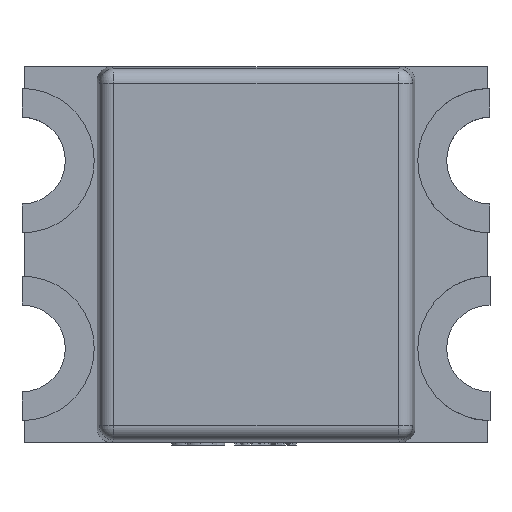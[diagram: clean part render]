
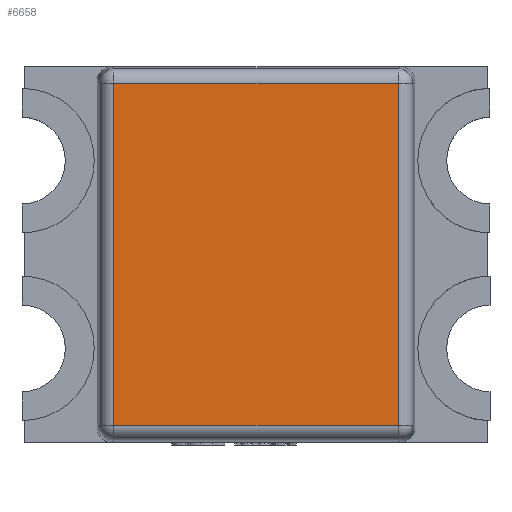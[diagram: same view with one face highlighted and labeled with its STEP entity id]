
A CAD part, top view. The second image highlights one B-rep face of the part: STEP entity #6658.
In plain terms, the highlighted planar face has unit normal (0, 0, 1).
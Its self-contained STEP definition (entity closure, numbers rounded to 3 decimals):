
#372 = EDGE_CURVE ( 'NONE', #10290, #6433, #15345, .T. ) ;
#443 = CARTESIAN_POINT ( 'NONE',  ( -0.492, 0.592, 0.38 ) ) ;
#949 = DIRECTION ( 'NONE',  ( 0., 1., 0. ) ) ;
#1022 = CARTESIAN_POINT ( 'NONE',  ( 0., 0., 0.38 ) ) ;
#1887 = FACE_OUTER_BOUND ( 'NONE', #11280, .T. ) ;
#2083 = CARTESIAN_POINT ( 'NONE',  ( 0.492, 0.592, 0.38 ) ) ;
#2387 = DIRECTION ( 'NONE',  ( 0., -1., 0. ) ) ;
#2433 = EDGE_CURVE ( 'NONE', #9435, #3143, #9482, .T. ) ;
#2835 = LINE ( 'NONE', #8744, #4876 ) ;
#3143 = VERTEX_POINT ( 'NONE', #11589 ) ;
#3292 = VECTOR ( 'NONE', #2387, 1000. ) ;
#4026 = EDGE_CURVE ( 'NONE', #3143, #10290, #2835, .T. ) ;
#4876 = VECTOR ( 'NONE', #13794, 1000. ) ;
#5079 = CARTESIAN_POINT ( 'NONE',  ( 0.492, -0.592, 0.38 ) ) ;
#6033 = DIRECTION ( 'NONE',  ( -1., 0., 0. ) ) ;
#6433 = VERTEX_POINT ( 'NONE', #2083 ) ;
#6527 = EDGE_CURVE ( 'NONE', #6433, #9435, #13263, .T. ) ;
#6658 = ADVANCED_FACE ( 'NONE', ( #1887 ), #8095, .T. ) ;
#7811 = ORIENTED_EDGE ( 'NONE', *, *, #372, .T. ) ;
#8095 = PLANE ( 'NONE',  #14704 ) ;
#8744 = CARTESIAN_POINT ( 'NONE',  ( 0.54, -0.592, 0.38 ) ) ;
#9435 = VERTEX_POINT ( 'NONE', #443 ) ;
#9482 = LINE ( 'NONE', #10921, #3292 ) ;
#10290 = VERTEX_POINT ( 'NONE', #5079 ) ;
#10428 = CARTESIAN_POINT ( 'NONE',  ( 0.492, 0.64, 0.38 ) ) ;
#10921 = CARTESIAN_POINT ( 'NONE',  ( -0.492, -0.64, 0.38 ) ) ;
#11280 = EDGE_LOOP ( 'NONE', ( #12910, #15123, #7811, #14557 ) ) ;
#11331 = VECTOR ( 'NONE', #949, 1000. ) ;
#11589 = CARTESIAN_POINT ( 'NONE',  ( -0.492, -0.592, 0.38 ) ) ;
#12114 = CARTESIAN_POINT ( 'NONE',  ( -0.54, 0.592, 0.38 ) ) ;
#12910 = ORIENTED_EDGE ( 'NONE', *, *, #2433, .T. ) ;
#13157 = VECTOR ( 'NONE', #6033, 1000. ) ;
#13263 = LINE ( 'NONE', #12114, #13157 ) ;
#13469 = DIRECTION ( 'NONE',  ( 1., 0., 0. ) ) ;
#13794 = DIRECTION ( 'NONE',  ( 1., 0., 0. ) ) ;
#14285 = DIRECTION ( 'NONE',  ( 0., 0., 1. ) ) ;
#14557 = ORIENTED_EDGE ( 'NONE', *, *, #6527, .T. ) ;
#14704 = AXIS2_PLACEMENT_3D ( 'NONE', #1022, #14285, #13469 ) ;
#15123 = ORIENTED_EDGE ( 'NONE', *, *, #4026, .T. ) ;
#15345 = LINE ( 'NONE', #10428, #11331 ) ;
